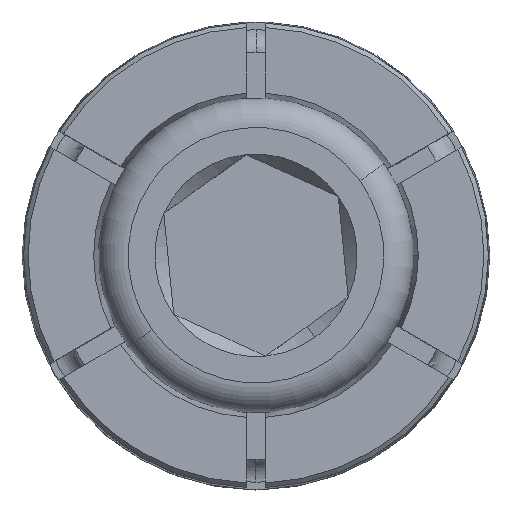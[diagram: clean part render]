
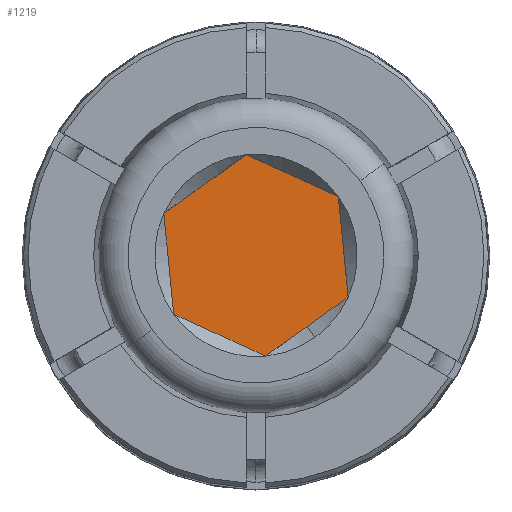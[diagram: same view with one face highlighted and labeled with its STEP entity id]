
A CAD part, top view. The second image highlights one B-rep face of the part: STEP entity #1219.
In plain terms, the highlighted face is planar.
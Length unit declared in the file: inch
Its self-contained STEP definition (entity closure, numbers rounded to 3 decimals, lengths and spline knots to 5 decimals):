
#1 = DIRECTION ( 'NONE',  ( 0.866, -0.5, 0. ) ) ;
#143 = LINE ( 'NONE', #707, #2041 ) ;
#195 = DIRECTION ( 'NONE',  ( 0., 1., 0. ) ) ;
#489 = VERTEX_POINT ( 'NONE', #5633 ) ;
#682 = DIRECTION ( 'NONE',  ( 0.866, 0.5, 0. ) ) ;
#707 = CARTESIAN_POINT ( 'NONE',  ( -0.11811, 0.06819, -1.00394 ) ) ;
#731 = CARTESIAN_POINT ( 'NONE',  ( 0.11811, 0.06819, -1.00394 ) ) ;
#882 = DIRECTION ( 'NONE',  ( -0.866, 0.5, 0. ) ) ;
#1219 = ADVANCED_FACE ( 'NONE', ( #7251 ), #4449, .T. ) ;
#1364 = CARTESIAN_POINT ( 'NONE',  ( 0.11811, 0.20457, -1.00394 ) ) ;
#1974 = ORIENTED_EDGE ( 'NONE', *, *, #2339, .T. ) ;
#2041 = VECTOR ( 'NONE', #682, 39.37008 ) ;
#2079 = DIRECTION ( 'NONE',  ( 0., 0., -1. ) ) ;
#2185 = CARTESIAN_POINT ( 'NONE',  ( -0.11811, -0.06819, -1.00394 ) ) ;
#2272 = EDGE_CURVE ( 'NONE', #8021, #489, #143, .T. ) ;
#2300 = EDGE_CURVE ( 'NONE', #489, #8196, #7064, .T. ) ;
#2336 = EDGE_CURVE ( 'NONE', #8196, #3575, #3304, .T. ) ;
#2339 = EDGE_CURVE ( 'NONE', #3575, #3131, #6717, .T. ) ;
#2351 = EDGE_CURVE ( 'NONE', #3131, #4892, #6978, .T. ) ;
#2356 = CARTESIAN_POINT ( 'NONE',  ( 0.11811, -0.06819, -1.00394 ) ) ;
#2423 = EDGE_CURVE ( 'NONE', #4892, #8021, #6264, .T. ) ;
#2640 = AXIS2_PLACEMENT_3D ( 'NONE', #1364, #2079, #3900 ) ;
#3039 = DIRECTION ( 'NONE',  ( -0.866, -0.5, 0. ) ) ;
#3131 = VERTEX_POINT ( 'NONE', #4462 ) ;
#3261 = ORIENTED_EDGE ( 'NONE', *, *, #2423, .T. ) ;
#3304 = LINE ( 'NONE', #731, #6535 ) ;
#3575 = VERTEX_POINT ( 'NONE', #6688 ) ;
#3618 = VECTOR ( 'NONE', #195, 39.37008 ) ;
#3773 = CARTESIAN_POINT ( 'NONE',  ( -0.11811, -0.06819, -1.00394 ) ) ;
#3900 = DIRECTION ( 'NONE',  ( -1., 0., 0. ) ) ;
#4302 = EDGE_LOOP ( 'NONE', ( #7105, #5122, #5422, #1974, #4768, #3261 ) ) ;
#4449 = PLANE ( 'NONE',  #2640 ) ;
#4462 = CARTESIAN_POINT ( 'NONE',  ( 0., -0.13638, -1.00394 ) ) ;
#4768 = ORIENTED_EDGE ( 'NONE', *, *, #2351, .T. ) ;
#4892 = VERTEX_POINT ( 'NONE', #2185 ) ;
#5122 = ORIENTED_EDGE ( 'NONE', *, *, #2300, .T. ) ;
#5422 = ORIENTED_EDGE ( 'NONE', *, *, #2336, .T. ) ;
#5633 = CARTESIAN_POINT ( 'NONE',  ( 0., 0.13638, -1.00394 ) ) ;
#5775 = CARTESIAN_POINT ( 'NONE',  ( 0., -0.13638, -1.00394 ) ) ;
#6264 = LINE ( 'NONE', #3773, #3618 ) ;
#6270 = VECTOR ( 'NONE', #882, 39.37008 ) ;
#6390 = DIRECTION ( 'NONE',  ( 0., -1., 0. ) ) ;
#6535 = VECTOR ( 'NONE', #6390, 39.37008 ) ;
#6633 = VECTOR ( 'NONE', #3039, 39.37008 ) ;
#6688 = CARTESIAN_POINT ( 'NONE',  ( 0.11811, -0.06819, -1.00394 ) ) ;
#6717 = LINE ( 'NONE', #2356, #6633 ) ;
#6782 = CARTESIAN_POINT ( 'NONE',  ( 0., 0.13638, -1.00394 ) ) ;
#6872 = CARTESIAN_POINT ( 'NONE',  ( -0.11811, 0.06819, -1.00394 ) ) ;
#6889 = VECTOR ( 'NONE', #1, 39.37008 ) ;
#6978 = LINE ( 'NONE', #5775, #6270 ) ;
#7064 = LINE ( 'NONE', #6782, #6889 ) ;
#7105 = ORIENTED_EDGE ( 'NONE', *, *, #2272, .T. ) ;
#7251 = FACE_OUTER_BOUND ( 'NONE', #4302, .T. ) ;
#7509 = CARTESIAN_POINT ( 'NONE',  ( 0.11811, 0.06819, -1.00394 ) ) ;
#8021 = VERTEX_POINT ( 'NONE', #6872 ) ;
#8196 = VERTEX_POINT ( 'NONE', #7509 ) ;
